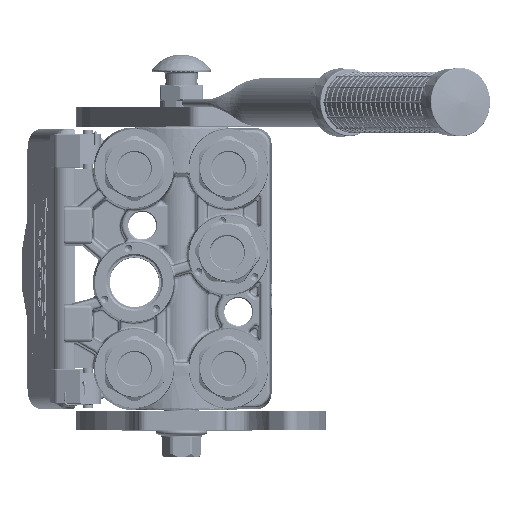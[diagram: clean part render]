
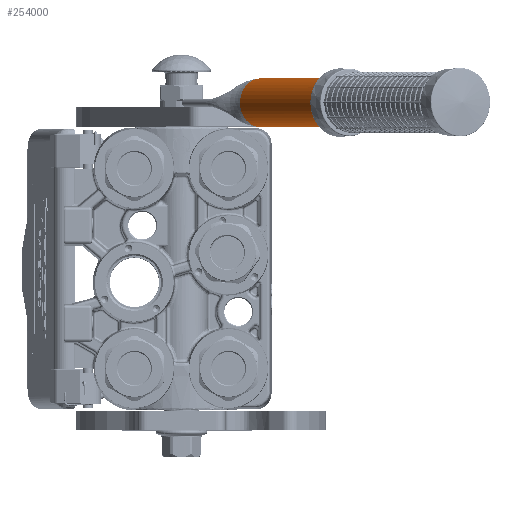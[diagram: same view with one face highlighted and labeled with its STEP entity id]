
A CAD part, top view. The second image highlights one B-rep face of the part: STEP entity #254000.
In plain terms, the highlighted cylindrical face has radius 12.5 mm (diameter 25 mm), a partial arc.
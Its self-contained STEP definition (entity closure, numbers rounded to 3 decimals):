
#4477 = DIRECTION ( 'NONE',  ( 0., 1., 0. ) ) ;
#7161 = EDGE_CURVE ( 'NONE', #176957, #23764, #184236, .T. ) ;
#12614 = ORIENTED_EDGE ( 'NONE', *, *, #155741, .T. ) ;
#15101 = CARTESIAN_POINT ( 'NONE',  ( 12.5, 0.24, 0. ) ) ;
#15738 = DIRECTION ( 'NONE',  ( 0., 1., 0. ) ) ;
#16768 = ORIENTED_EDGE ( 'NONE', *, *, #7161, .T. ) ;
#17673 = CARTESIAN_POINT ( 'NONE',  ( 12.466, 0.127, -0.927 ) ) ;
#23764 = VERTEX_POINT ( 'NONE', #105085 ) ;
#28436 = DIRECTION ( 'NONE',  ( 0., 1., 0. ) ) ;
#28975 = LINE ( 'NONE', #128262, #78749 ) ;
#31790 = CARTESIAN_POINT ( 'NONE',  ( -12.5, 198., 0. ) ) ;
#34918 = CARTESIAN_POINT ( 'NONE',  ( 0., 0., 0. ) ) ;
#37717 = CARTESIAN_POINT ( 'NONE',  ( 12.467, 0.131, -0.91 ) ) ;
#38120 = CARTESIAN_POINT ( 'NONE',  ( 0., 0., 0. ) ) ;
#38570 = CARTESIAN_POINT ( 'NONE',  ( 12.474, 0.155, -0.804 ) ) ;
#38755 = CARTESIAN_POINT ( 'NONE',  ( -12.492, 0.214, -0.452 ) ) ;
#40271 = CARTESIAN_POINT ( 'NONE',  ( 12.461, 0.114, -0.981 ) ) ;
#47648 = ORIENTED_EDGE ( 'NONE', *, *, #185763, .F. ) ;
#52647 = EDGE_CURVE ( 'NONE', #243546, #171946, #28975, .T. ) ;
#52944 = VERTEX_POINT ( 'NONE', #160213 ) ;
#56327 = DIRECTION ( 'NONE',  ( 0., -1., 0. ) ) ;
#56988 = CARTESIAN_POINT ( 'NONE',  ( -12.486, 0.195, -0.586 ) ) ;
#60213 = CARTESIAN_POINT ( 'NONE',  ( 12.466, 0.13, -0.917 ) ) ;
#60411 = CARTESIAN_POINT ( 'NONE',  ( -12.484, 0.186, -0.638 ) ) ;
#71005 = EDGE_CURVE ( 'NONE', #114830, #161406, #86562, .T. ) ;
#74318 = CARTESIAN_POINT ( 'NONE',  ( -12.5, 0.24, 0. ) ) ;
#77753 = CARTESIAN_POINT ( 'NONE',  ( -12.482, 0.182, -0.665 ) ) ;
#78418 = CARTESIAN_POINT ( 'NONE',  ( 12.471, 0.146, -0.847 ) ) ;
#78612 = CARTESIAN_POINT ( 'NONE',  ( -12.499, 0.235, -0.221 ) ) ;
#78749 = VECTOR ( 'NONE', #28436, 1000. ) ;
#81924 = CARTESIAN_POINT ( 'NONE',  ( -12.5, 0.24, 0. ) ) ;
#86562 = LINE ( 'NONE', #81924, #214147 ) ;
#96936 = CARTESIAN_POINT ( 'NONE',  ( -12.481, 0.178, -0.683 ) ) ;
#97794 = CARTESIAN_POINT ( 'NONE',  ( -12.426, 0., -1.36 ) ) ;
#98456 = CARTESIAN_POINT ( 'NONE',  ( 12.479, 0.172, -0.721 ) ) ;
#104467 = DIRECTION ( 'NONE',  ( 0., 1., 0. ) ) ;
#105085 = CARTESIAN_POINT ( 'NONE',  ( 0., 0., -12.5 ) ) ;
#107314 = CARTESIAN_POINT ( 'NONE',  ( 12.426, 0., -1.36 ) ) ;
#110270 = AXIS2_PLACEMENT_3D ( 'NONE', #245277, #104467, #204479 ) ;
#114830 = VERTEX_POINT ( 'NONE', #173644 ) ;
#116606 = FACE_OUTER_BOUND ( 'NONE', #187646, .T. ) ;
#117595 = CARTESIAN_POINT ( 'NONE',  ( 12.452, 0.083, -1.1 ) ) ;
#118433 = CARTESIAN_POINT ( 'NONE',  ( 12.478, 0.167, -0.748 ) ) ;
#118635 = CARTESIAN_POINT ( 'NONE',  ( -12.488, 0.202, -0.541 ) ) ;
#120140 = CARTESIAN_POINT ( 'NONE',  ( 12.426, 0., -1.36 ) ) ;
#120347 = CARTESIAN_POINT ( 'NONE',  ( -12.494, 0.22, -0.394 ) ) ;
#124076 = B_SPLINE_CURVE_WITH_KNOTS ( 'NONE', 3,
 ( #120140, #255875, #117595, #40271, #136710, #17673, #60213, #37717, #176699, #78418, #38570, #118433, #98456, #237594, #257581, #138415 ),
 .UNSPECIFIED., .F., .F.,
 ( 4, 2, 1, 2, 2, 1, 2, 2, 4 ),
 ( 0., 0.25, 0.313, 0.328, 0.344, 0.375, 0.438, 0.5, 1. ),
 .UNSPECIFIED. ) ;
#128262 = CARTESIAN_POINT ( 'NONE',  ( 12.5, 0.24, 0. ) ) ;
#134493 = EDGE_CURVE ( 'NONE', #176957, #243546, #124076, .T. ) ;
#136104 = AXIS2_PLACEMENT_3D ( 'NONE', #246661, #248368, #189293 ) ;
#136710 = CARTESIAN_POINT ( 'NONE',  ( 12.464, 0.121, -0.953 ) ) ;
#137719 = EDGE_CURVE ( 'NONE', #171946, #161406, #237956, .T. ) ;
#138415 = CARTESIAN_POINT ( 'NONE',  ( 12.5, 0.24, 0. ) ) ;
#154744 = DIRECTION ( 'NONE',  ( 0.994, 0., -0.109 ) ) ;
#155741 = EDGE_CURVE ( 'NONE', #23764, #52944, #201038, .T. ) ;
#156870 = CARTESIAN_POINT ( 'NONE',  ( -12.482, 0.18, -0.676 ) ) ;
#160213 = CARTESIAN_POINT ( 'NONE',  ( -12.426, 0., -1.36 ) ) ;
#161406 = VERTEX_POINT ( 'NONE', #31790 ) ;
#171946 = VERTEX_POINT ( 'NONE', #201597 ) ;
#173644 = CARTESIAN_POINT ( 'NONE',  ( -12.5, 0.24, 0. ) ) ;
#176699 = CARTESIAN_POINT ( 'NONE',  ( 12.468, 0.136, -0.889 ) ) ;
#176957 = VERTEX_POINT ( 'NONE', #107314 ) ;
#184236 = CIRCLE ( 'NONE', #205442, 12.5 ) ;
#185763 = EDGE_CURVE ( 'NONE', #114830, #52944, #200136, .T. ) ;
#187646 = EDGE_LOOP ( 'NONE', ( #16768, #12614, #47648, #197878, #256963, #224600, #254806 ) ) ;
#189293 = DIRECTION ( 'NONE',  ( 0.994, 0., -0.109 ) ) ;
#197878 = ORIENTED_EDGE ( 'NONE', *, *, #71005, .T. ) ;
#200136 = B_SPLINE_CURVE_WITH_KNOTS ( 'NONE', 3,
 ( #74318, #216975, #78612, #120347, #38755, #118635, #56988, #60411, #77753, #156870, #96936, #256066, #218703, #217830, #97794 ),
 .UNSPECIFIED., .F., .F.,
 ( 4, 2, 2, 1, 1, 1, 2, 2, 4 ),
 ( 0., 0.25, 0.375, 0.438, 0.469, 0.484, 0.492, 0.5, 1. ),
 .UNSPECIFIED. ) ;
#201038 = CIRCLE ( 'NONE', #136104, 12.5 ) ;
#201597 = CARTESIAN_POINT ( 'NONE',  ( 12.5, 198., 0. ) ) ;
#204479 = DIRECTION ( 'NONE',  ( 1., 0., 0. ) ) ;
#205442 = AXIS2_PLACEMENT_3D ( 'NONE', #34918, #15738, #154744 ) ;
#214147 = VECTOR ( 'NONE', #4477, 1000. ) ;
#216082 = AXIS2_PLACEMENT_3D ( 'NONE', #38120, #56327, #218044 ) ;
#216975 = CARTESIAN_POINT ( 'NONE',  ( -12.5, 0.24, -0.108 ) ) ;
#217830 = CARTESIAN_POINT ( 'NONE',  ( -12.456, 0.096, -1.087 ) ) ;
#218044 = DIRECTION ( 'NONE',  ( 1., 0., 0. ) ) ;
#218703 = CARTESIAN_POINT ( 'NONE',  ( -12.472, 0.146, -0.859 ) ) ;
#222419 = CYLINDRICAL_SURFACE ( 'NONE', #216082, 12.5 ) ;
#224600 = ORIENTED_EDGE ( 'NONE', *, *, #52647, .F. ) ;
#237594 = CARTESIAN_POINT ( 'NONE',  ( 12.494, 0.221, -0.449 ) ) ;
#237956 = CIRCLE ( 'NONE', #110270, 12.5 ) ;
#243546 = VERTEX_POINT ( 'NONE', #15101 ) ;
#245277 = CARTESIAN_POINT ( 'NONE',  ( 0., 198., 0. ) ) ;
#246661 = CARTESIAN_POINT ( 'NONE',  ( 0., 0., 0. ) ) ;
#248368 = DIRECTION ( 'NONE',  ( 0., 1., 0. ) ) ;
#254000 = ADVANCED_FACE ( 'NONE', ( #116606 ), #222419, .T. ) ;
#254806 = ORIENTED_EDGE ( 'NONE', *, *, #134493, .F. ) ;
#255875 = CARTESIAN_POINT ( 'NONE',  ( 12.441, 0.049, -1.219 ) ) ;
#256066 = CARTESIAN_POINT ( 'NONE',  ( -12.481, 0.178, -0.688 ) ) ;
#256963 = ORIENTED_EDGE ( 'NONE', *, *, #137719, .F. ) ;
#257581 = CARTESIAN_POINT ( 'NONE',  ( 12.5, 0.24, -0.216 ) ) ;
